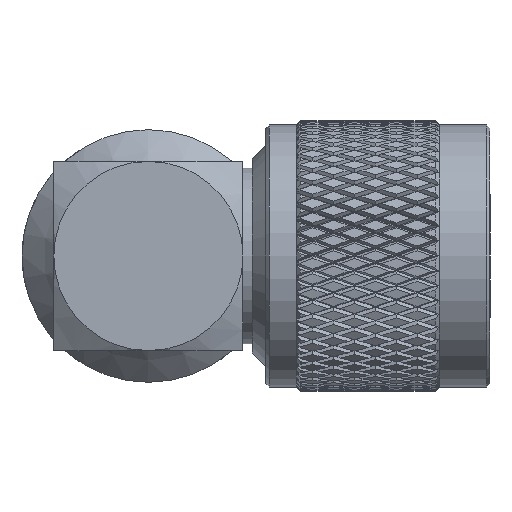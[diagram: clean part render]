
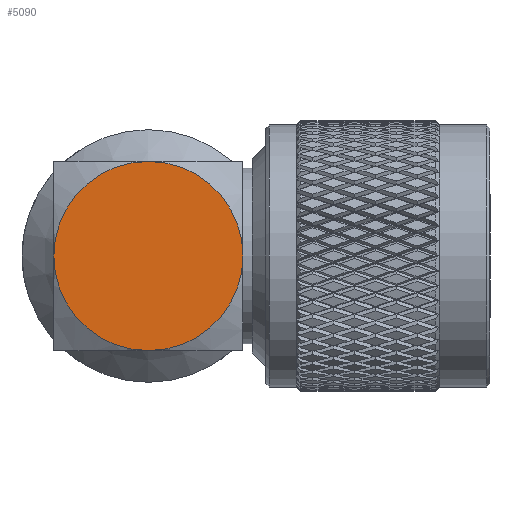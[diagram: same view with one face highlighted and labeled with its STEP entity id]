
A CAD part, left-side view. The second image highlights one B-rep face of the part: STEP entity #5090.
In plain terms, the highlighted planar face has unit normal (-1, 0, 0).
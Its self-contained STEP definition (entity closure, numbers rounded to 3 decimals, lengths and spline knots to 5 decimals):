
#2749 = VERTEX_POINT ( 'NONE', #27907 ) ;
#3385 = CARTESIAN_POINT ( 'NONE',  ( -0.27836, 0.27976, 0.28 ) ) ;
#3642 = AXIS2_PLACEMENT_3D ( 'NONE', #10974, #83765, #17518 ) ;
#4190 = CARTESIAN_POINT ( 'NONE',  ( -0.27836, 0.27976, 0.28 ) ) ;
#5090 = ADVANCED_FACE ( 'NONE', ( #10789 ), #64236, .F. ) ;
#7855 = EDGE_CURVE ( 'NONE', #73054, #66227, #47988, .T. ) ;
#9959 = DIRECTION ( 'NONE',  ( 1., 0., 0. ) ) ;
#10245 = AXIS2_PLACEMENT_3D ( 'NONE', #46588, #17389, #53211 ) ;
#10502 = AXIS2_PLACEMENT_3D ( 'NONE', #49803, #9959, #56853 ) ;
#10789 = FACE_OUTER_BOUND ( 'NONE', #22389, .T. ) ;
#10974 = CARTESIAN_POINT ( 'NONE',  ( -0.27836, -0.00026, 0. ) ) ;
#13449 = VERTEX_POINT ( 'NONE', #41635 ) ;
#17389 = DIRECTION ( 'NONE',  ( -1., 0., 0. ) ) ;
#17518 = DIRECTION ( 'NONE',  ( 0., 0., -1. ) ) ;
#19167 = EDGE_CURVE ( 'NONE', #73054, #2749, #44995, .T. ) ;
#20028 = ORIENTED_EDGE ( 'NONE', *, *, #7855, .T. ) ;
#20765 = EDGE_CURVE ( 'NONE', #2749, #65184, #65223, .T. ) ;
#22389 = EDGE_LOOP ( 'NONE', ( #25114, #45896, #34435, #81542, #81752, #20028 ) ) ;
#22438 = AXIS2_PLACEMENT_3D ( 'NONE', #63155, #57886, #69721 ) ;
#25114 = ORIENTED_EDGE ( 'NONE', *, *, #64142, .F. ) ;
#27907 = CARTESIAN_POINT ( 'NONE',  ( -0.27836, -0.0037, 0.28 ) ) ;
#28918 = VECTOR ( 'NONE', #44105, 39.37008 ) ;
#30915 = DIRECTION ( 'NONE',  ( 1., 0., 0. ) ) ;
#32290 = CIRCLE ( 'NONE', #22438, 0.28002 ) ;
#34435 = ORIENTED_EDGE ( 'NONE', *, *, #78014, .F. ) ;
#35272 = CARTESIAN_POINT ( 'NONE',  ( -0.27836, -0.28028, 0. ) ) ;
#41508 = VERTEX_POINT ( 'NONE', #65583 ) ;
#41635 = CARTESIAN_POINT ( 'NONE',  ( -0.27836, 0.00318, -0.28 ) ) ;
#44105 = DIRECTION ( 'NONE',  ( 0., -1., 0. ) ) ;
#44995 = LINE ( 'NONE', #3385, #28918 ) ;
#45896 = ORIENTED_EDGE ( 'NONE', *, *, #86203, .T. ) ;
#46588 = CARTESIAN_POINT ( 'NONE',  ( -0.27836, -0.00026, 0. ) ) ;
#47988 = CIRCLE ( 'NONE', #10245, 0.28002 ) ;
#49803 = CARTESIAN_POINT ( 'NONE',  ( -0.27836, -0.00026, 0. ) ) ;
#52299 = CIRCLE ( 'NONE', #10502, 0.28002 ) ;
#53211 = DIRECTION ( 'NONE',  ( 0., 0., 1. ) ) ;
#53588 = CARTESIAN_POINT ( 'NONE',  ( -0.27836, 0.27976, -0.28 ) ) ;
#54101 = CARTESIAN_POINT ( 'NONE',  ( -0.27836, 0.27976, 0. ) ) ;
#56853 = DIRECTION ( 'NONE',  ( 0., 0., -1. ) ) ;
#57669 = DIRECTION ( 'NONE',  ( 0., 0., -1. ) ) ;
#57886 = DIRECTION ( 'NONE',  ( 1., 0., 0. ) ) ;
#60400 = VECTOR ( 'NONE', #66713, 39.37008 ) ;
#63155 = CARTESIAN_POINT ( 'NONE',  ( -0.27836, -0.00026, 0. ) ) ;
#64142 = EDGE_CURVE ( 'NONE', #13449, #66227, #52299, .T. ) ;
#64236 = PLANE ( 'NONE',  #77356 ) ;
#65184 = VERTEX_POINT ( 'NONE', #35272 ) ;
#65223 = CIRCLE ( 'NONE', #3642, 0.28002 ) ;
#65583 = CARTESIAN_POINT ( 'NONE',  ( -0.27836, -0.0037, -0.28 ) ) ;
#66227 = VERTEX_POINT ( 'NONE', #54101 ) ;
#66713 = DIRECTION ( 'NONE',  ( 0., -1., 0. ) ) ;
#69617 = CARTESIAN_POINT ( 'NONE',  ( -0.27836, 0.00318, 0.28 ) ) ;
#69721 = DIRECTION ( 'NONE',  ( 0., 0., -1. ) ) ;
#73054 = VERTEX_POINT ( 'NONE', #69617 ) ;
#77356 = AXIS2_PLACEMENT_3D ( 'NONE', #4190, #30915, #57669 ) ;
#78014 = EDGE_CURVE ( 'NONE', #65184, #41508, #32290, .T. ) ;
#79912 = LINE ( 'NONE', #53588, #60400 ) ;
#81542 = ORIENTED_EDGE ( 'NONE', *, *, #20765, .F. ) ;
#81752 = ORIENTED_EDGE ( 'NONE', *, *, #19167, .F. ) ;
#83765 = DIRECTION ( 'NONE',  ( 1., 0., 0. ) ) ;
#86203 = EDGE_CURVE ( 'NONE', #13449, #41508, #79912, .T. ) ;
